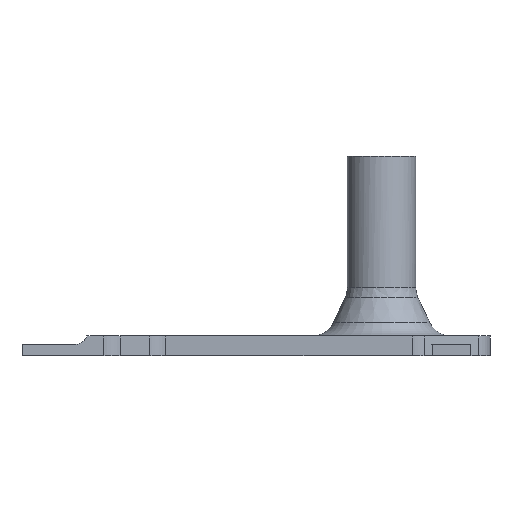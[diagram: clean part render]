
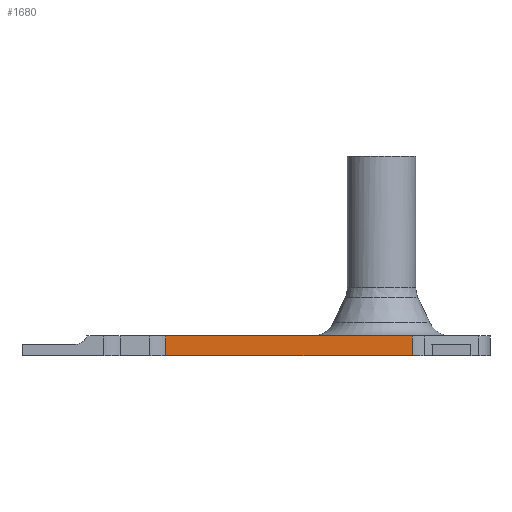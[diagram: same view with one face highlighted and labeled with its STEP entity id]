
A CAD part, left-side view. The second image highlights one B-rep face of the part: STEP entity #1680.
In plain terms, the highlighted planar face has unit normal (-1, 0, 0).
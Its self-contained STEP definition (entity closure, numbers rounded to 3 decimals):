
#881 = PLANE('',#882);
#882 = AXIS2_PLACEMENT_3D('',#883,#884,#885);
#883 = CARTESIAN_POINT('',(0.,21.923,13.5));
#884 = DIRECTION('',(0.,0.,1.));
#885 = DIRECTION('',(1.,0.,0.));
#909 = CYLINDRICAL_SURFACE('',#910,4.);
#910 = AXIS2_PLACEMENT_3D('',#911,#912,#913);
#911 = CARTESIAN_POINT('',(-8.5,-5.392,1.5));
#912 = DIRECTION('',(0.,0.,1.));
#913 = DIRECTION('',(-0.857,-0.514,0.));
#936 = PLANE('',#937);
#937 = AXIS2_PLACEMENT_3D('',#938,#939,#940);
#938 = CARTESIAN_POINT('',(0.,73.162,10.));
#939 = DIRECTION('',(0.,0.,1.));
#940 = DIRECTION('',(0.,-1.,0.));
#1398 = VERTEX_POINT('',#1399);
#1399 = CARTESIAN_POINT('',(-12.5,37.843,10.));
#1414 = CYLINDRICAL_SURFACE('',#1415,4.);
#1415 = AXIS2_PLACEMENT_3D('',#1416,#1417,#1418);
#1416 = CARTESIAN_POINT('',(-16.5,37.843,1.5));
#1417 = DIRECTION('',(0.,0.,1.));
#1418 = DIRECTION('',(1.,0.,0.));
#1426 = EDGE_CURVE('',#1427,#1398,#1429,.T.);
#1427 = VERTEX_POINT('',#1428);
#1428 = CARTESIAN_POINT('',(-12.5,-5.392,10.));
#1429 = SURFACE_CURVE('',#1430,(#1434,#1440),.PCURVE_S1.);
#1430 = LINE('',#1431,#1432);
#1431 = CARTESIAN_POINT('',(-12.5,33.331,10.));
#1432 = VECTOR('',#1433,1.);
#1433 = DIRECTION('',(0.,1.,0.));
#1434 = PCURVE('',#936,#1435);
#1435 = DEFINITIONAL_REPRESENTATION('',(#1436),#1439);
#1436 = B_SPLINE_CURVE_WITH_KNOTS('',1,(#1437,#1438),.UNSPECIFIED.,.F.,
  .F.,(2,2),(-43.046,8.836),.PIECEWISE_BEZIER_KNOTS.);
#1437 = CARTESIAN_POINT('',(82.877,-12.5));
#1438 = CARTESIAN_POINT('',(30.995,-12.5));
#1439 = ( GEOMETRIC_REPRESENTATION_CONTEXT(2) 
PARAMETRIC_REPRESENTATION_CONTEXT() REPRESENTATION_CONTEXT('2D SPACE',''
  ) );
#1440 = PCURVE('',#1441,#1446);
#1441 = PLANE('',#1442);
#1442 = AXIS2_PLACEMENT_3D('',#1443,#1444,#1445);
#1443 = CARTESIAN_POINT('',(-12.5,-6.5,1.5));
#1444 = DIRECTION('',(-1.,0.,0.));
#1445 = DIRECTION('',(0.,1.,0.));
#1446 = DEFINITIONAL_REPRESENTATION('',(#1447),#1450);
#1447 = B_SPLINE_CURVE_WITH_KNOTS('',1,(#1448,#1449),.UNSPECIFIED.,.F.,
  .F.,(2,2),(-43.046,8.836),.PIECEWISE_BEZIER_KNOTS.);
#1448 = CARTESIAN_POINT('',(-3.216,-8.5));
#1449 = CARTESIAN_POINT('',(48.667,-8.5));
#1450 = ( GEOMETRIC_REPRESENTATION_CONTEXT(2) 
PARAMETRIC_REPRESENTATION_CONTEXT() REPRESENTATION_CONTEXT('2D SPACE',''
  ) );
#1514 = EDGE_CURVE('',#1427,#1515,#1517,.T.);
#1515 = VERTEX_POINT('',#1516);
#1516 = CARTESIAN_POINT('',(-12.5,-5.392,13.5));
#1517 = SURFACE_CURVE('',#1518,(#1522,#1529),.PCURVE_S1.);
#1518 = LINE('',#1519,#1520);
#1519 = CARTESIAN_POINT('',(-12.5,-5.392,1.5));
#1520 = VECTOR('',#1521,1.);
#1521 = DIRECTION('',(0.,0.,1.));
#1522 = PCURVE('',#909,#1523);
#1523 = DEFINITIONAL_REPRESENTATION('',(#1524),#1528);
#1524 = LINE('',#1525,#1526);
#1525 = CARTESIAN_POINT('',(-0.54,0.));
#1526 = VECTOR('',#1527,1.);
#1527 = DIRECTION('',(-0.,1.));
#1528 = ( GEOMETRIC_REPRESENTATION_CONTEXT(2) 
PARAMETRIC_REPRESENTATION_CONTEXT() REPRESENTATION_CONTEXT('2D SPACE',''
  ) );
#1529 = PCURVE('',#1441,#1530);
#1530 = DEFINITIONAL_REPRESENTATION('',(#1531),#1535);
#1531 = LINE('',#1532,#1533);
#1532 = CARTESIAN_POINT('',(1.108,0.));
#1533 = VECTOR('',#1534,1.);
#1534 = DIRECTION('',(0.,-1.));
#1535 = ( GEOMETRIC_REPRESENTATION_CONTEXT(2) 
PARAMETRIC_REPRESENTATION_CONTEXT() REPRESENTATION_CONTEXT('2D SPACE',''
  ) );
#1680 = ADVANCED_FACE('',(#1681),#1441,.T.);
#1681 = FACE_BOUND('',#1682,.T.);
#1682 = EDGE_LOOP('',(#1683,#1684,#1685,#1708));
#1683 = ORIENTED_EDGE('',*,*,#1426,.F.);
#1684 = ORIENTED_EDGE('',*,*,#1514,.T.);
#1685 = ORIENTED_EDGE('',*,*,#1686,.T.);
#1686 = EDGE_CURVE('',#1515,#1687,#1689,.T.);
#1687 = VERTEX_POINT('',#1688);
#1688 = CARTESIAN_POINT('',(-12.5,37.843,13.5));
#1689 = SURFACE_CURVE('',#1690,(#1694,#1701),.PCURVE_S1.);
#1690 = LINE('',#1691,#1692);
#1691 = CARTESIAN_POINT('',(-12.5,-6.5,13.5));
#1692 = VECTOR('',#1693,1.);
#1693 = DIRECTION('',(0.,1.,0.));
#1694 = PCURVE('',#1441,#1695);
#1695 = DEFINITIONAL_REPRESENTATION('',(#1696),#1700);
#1696 = LINE('',#1697,#1698);
#1697 = CARTESIAN_POINT('',(0.,-12.));
#1698 = VECTOR('',#1699,1.);
#1699 = DIRECTION('',(1.,0.));
#1700 = ( GEOMETRIC_REPRESENTATION_CONTEXT(2) 
PARAMETRIC_REPRESENTATION_CONTEXT() REPRESENTATION_CONTEXT('2D SPACE',''
  ) );
#1701 = PCURVE('',#881,#1702);
#1702 = DEFINITIONAL_REPRESENTATION('',(#1703),#1707);
#1703 = LINE('',#1704,#1705);
#1704 = CARTESIAN_POINT('',(-12.5,-28.423));
#1705 = VECTOR('',#1706,1.);
#1706 = DIRECTION('',(0.,1.));
#1707 = ( GEOMETRIC_REPRESENTATION_CONTEXT(2) 
PARAMETRIC_REPRESENTATION_CONTEXT() REPRESENTATION_CONTEXT('2D SPACE',''
  ) );
#1708 = ORIENTED_EDGE('',*,*,#1709,.F.);
#1709 = EDGE_CURVE('',#1398,#1687,#1710,.T.);
#1710 = SURFACE_CURVE('',#1711,(#1715,#1722),.PCURVE_S1.);
#1711 = LINE('',#1712,#1713);
#1712 = CARTESIAN_POINT('',(-12.5,37.843,1.5));
#1713 = VECTOR('',#1714,1.);
#1714 = DIRECTION('',(0.,0.,1.));
#1715 = PCURVE('',#1441,#1716);
#1716 = DEFINITIONAL_REPRESENTATION('',(#1717),#1721);
#1717 = LINE('',#1718,#1719);
#1718 = CARTESIAN_POINT('',(44.343,0.));
#1719 = VECTOR('',#1720,1.);
#1720 = DIRECTION('',(0.,-1.));
#1721 = ( GEOMETRIC_REPRESENTATION_CONTEXT(2) 
PARAMETRIC_REPRESENTATION_CONTEXT() REPRESENTATION_CONTEXT('2D SPACE',''
  ) );
#1722 = PCURVE('',#1414,#1723);
#1723 = DEFINITIONAL_REPRESENTATION('',(#1724),#1728);
#1724 = LINE('',#1725,#1726);
#1725 = CARTESIAN_POINT('',(0.,0.));
#1726 = VECTOR('',#1727,1.);
#1727 = DIRECTION('',(0.,1.));
#1728 = ( GEOMETRIC_REPRESENTATION_CONTEXT(2) 
PARAMETRIC_REPRESENTATION_CONTEXT() REPRESENTATION_CONTEXT('2D SPACE',''
  ) );
